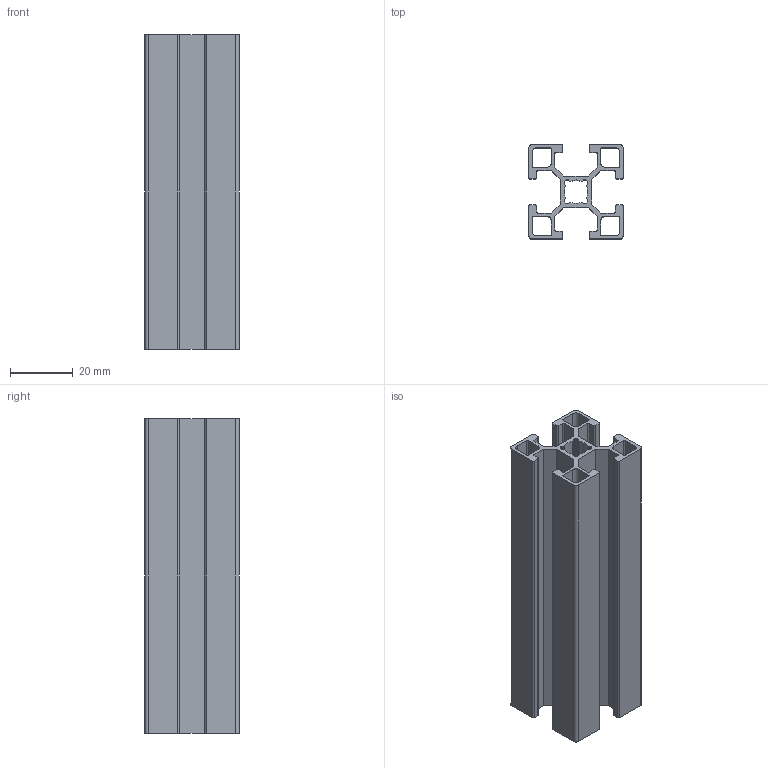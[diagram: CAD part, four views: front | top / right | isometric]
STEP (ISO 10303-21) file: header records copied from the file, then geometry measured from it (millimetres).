
FILE_DESCRIPTION (( 'STEP AP203' ), '1' );
FILE_NAME ('10-3030-0 V4.STEP', '2021-08-17T19:10:19', ( '' ), ( '' ), 'SwSTEP 2.0', 'SolidWorks 2021', '' );
FILE_SCHEMA (( 'CONFIG_CONTROL_DESIGN' ));
Length unit declared in the file: millimetre
Products named in the file (1): 10-3030-0 V4
Bounding box: 30 x 30 x 100 mm (x, y, z)
Volume: 23841.7 mm3; surface area: 35029.6 mm2
Topology: 1 solids, 1 shells, 157 faces, 465 edges, 310 vertices
Faces by surface type: plane 82, cylinder 75
Entity records: 5386 total; most frequent: CARTESIAN_POINT 933, DIRECTION 931, ORIENTED_EDGE 930, EDGE_CURVE 465, LINE 315, VECTOR 315, VERTEX_POINT 310, AXIS2_PLACEMENT_3D 308
